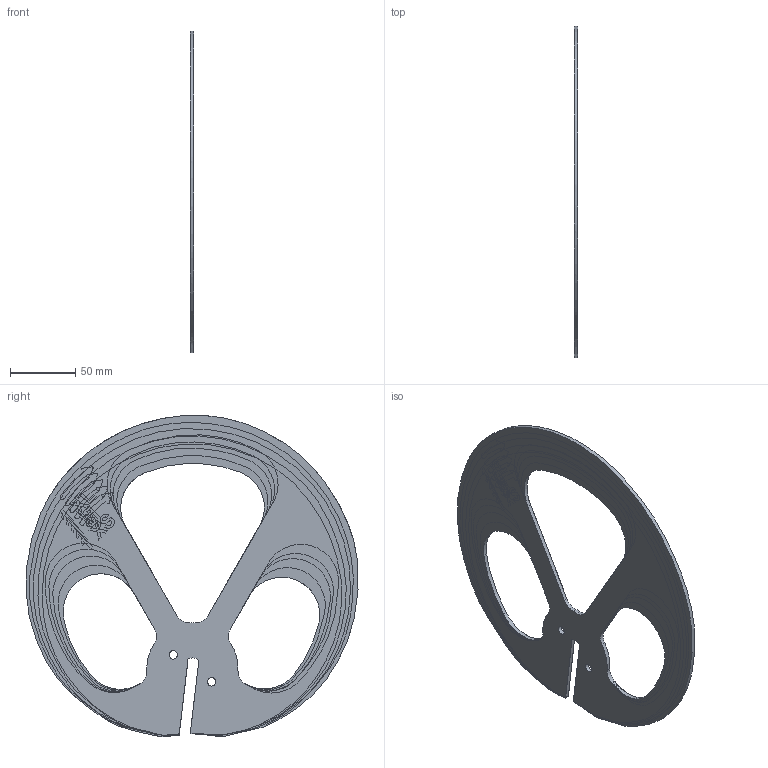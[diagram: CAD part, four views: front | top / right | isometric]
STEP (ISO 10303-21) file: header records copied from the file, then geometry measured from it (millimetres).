
FILE_DESCRIPTION( ( '' ), ' ' );
FILE_NAME( '5ed326059a1f740f8e4cc92c.step', '2020-05-31T03:35:33', ( '' ), ( '' ), ' ', ' ', ' ' );
FILE_SCHEMA( ( 'AUTOMOTIVE_DESIGN { 1 0 10303 214 1 1 1 1 }' ) );
Length unit declared in the file: metre
Products named in the file (6): Assem1; Cam 1L; Cam 1XS; Cam 1M; Cam 1S; Cam 1XL
Assembly tree (5 placements, depth 2):
  Assem1
    Cam 1L
    Cam 1XS
    Cam 1M
    Cam 1S
    Cam 1XL
Bounding box: 3 x 254.54 x 246.27 mm (x, y, z)
Surface area: 258504.9 mm2
Topology: 5 solids, 5 shells, 365 faces, 1075 edges, 720 vertices
Faces by surface type: plane 153, extrusion 122, cylinder 90
Full cylindrical faces by diameter (mm): 6.4 x10
Entity records: 25175 total; most frequent: CARTESIAN_POINT 12598, ORIENTED_EDGE 2130, DIRECTION 1619, EDGE_CURVE 1065, VECTOR 753, VERTEX_POINT 720, LINE 631, EDGE_LOOP 459
